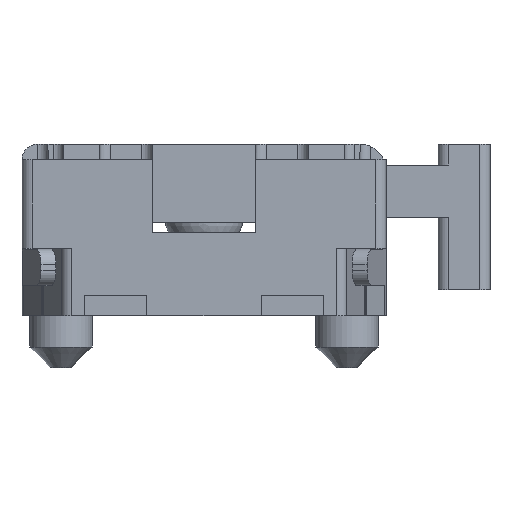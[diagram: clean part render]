
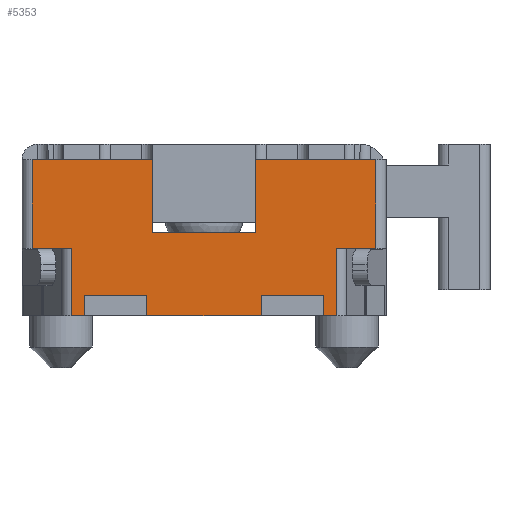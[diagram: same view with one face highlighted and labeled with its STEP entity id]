
A CAD part, left-side view. The second image highlights one B-rep face of the part: STEP entity #5353.
In plain terms, the highlighted planar face has unit normal (-1, 0, 0).
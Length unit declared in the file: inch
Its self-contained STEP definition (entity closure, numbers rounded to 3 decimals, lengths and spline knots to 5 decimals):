
#105=PLANE('',#5724);
#418=FACE_OUTER_BOUND('',#705,.T.);
#705=EDGE_LOOP('',(#4151,#4152,#4153,#4154,#4155,#4156,#4157,#4158,#4159,
#4160,#4161,#4162,#4163,#4164,#4165,#4166,#4167,#4168,#4169,#4170));
#922=LINE('',#7659,#1541);
#923=LINE('',#7662,#1542);
#927=LINE('',#7670,#1546);
#931=LINE('',#7678,#1550);
#959=LINE('',#7769,#1578);
#966=LINE('',#7786,#1585);
#1006=LINE('',#7880,#1625);
#1011=LINE('',#7896,#1630);
#1015=LINE('',#7905,#1634);
#1059=LINE('',#8025,#1678);
#1087=LINE('',#8084,#1706);
#1092=LINE('',#8094,#1711);
#1100=LINE('',#8108,#1719);
#1106=LINE('',#8123,#1725);
#1114=LINE('',#8137,#1733);
#1118=LINE('',#8144,#1737);
#1119=LINE('',#8147,#1738);
#1123=LINE('',#8156,#1742);
#1124=LINE('',#8158,#1743);
#1125=LINE('',#8159,#1744);
#1541=VECTOR('',#6110,0.3937);
#1542=VECTOR('',#6113,0.3937);
#1546=VECTOR('',#6117,0.3937);
#1550=VECTOR('',#6121,0.3937);
#1578=VECTOR('',#6191,0.3937);
#1585=VECTOR('',#6204,0.3937);
#1625=VECTOR('',#6294,0.3937);
#1630=VECTOR('',#6309,0.3937);
#1634=VECTOR('',#6317,0.3937);
#1678=VECTOR('',#6441,0.3937);
#1706=VECTOR('',#6501,0.3937);
#1711=VECTOR('',#6508,0.3937);
#1719=VECTOR('',#6520,0.3937);
#1725=VECTOR('',#6536,0.3937);
#1733=VECTOR('',#6548,0.3937);
#1737=VECTOR('',#6556,0.3937);
#1738=VECTOR('',#6561,0.3937);
#1742=VECTOR('',#6571,0.3937);
#1743=VECTOR('',#6572,0.3937);
#1744=VECTOR('',#6573,0.3937);
#2337=VERTEX_POINT('',#7655);
#2338=VERTEX_POINT('',#7657);
#2339=VERTEX_POINT('',#7661);
#2342=VERTEX_POINT('',#7667);
#2343=VERTEX_POINT('',#7669);
#2346=VERTEX_POINT('',#7675);
#2347=VERTEX_POINT('',#7677);
#2388=VERTEX_POINT('',#7766);
#2389=VERTEX_POINT('',#7768);
#2396=VERTEX_POINT('',#7784);
#2425=VERTEX_POINT('',#7879);
#2428=VERTEX_POINT('',#7889);
#2431=VERTEX_POINT('',#7894);
#2434=VERTEX_POINT('',#7904);
#2485=VERTEX_POINT('',#8083);
#2489=VERTEX_POINT('',#8093);
#2496=VERTEX_POINT('',#8121);
#2497=VERTEX_POINT('',#8122);
#2504=VERTEX_POINT('',#8155);
#2505=VERTEX_POINT('',#8157);
#2875=EDGE_CURVE('',#2338,#2337,#922,.T.);
#2876=EDGE_CURVE('',#2337,#2339,#923,.T.);
#2880=EDGE_CURVE('',#2342,#2343,#927,.T.);
#2884=EDGE_CURVE('',#2346,#2347,#931,.T.);
#2929=EDGE_CURVE('',#2388,#2389,#959,.T.);
#2938=EDGE_CURVE('',#2388,#2396,#966,.T.);
#2987=EDGE_CURVE('',#2347,#2425,#1006,.T.);
#2995=EDGE_CURVE('',#2431,#2428,#1011,.T.);
#2999=EDGE_CURVE('',#2434,#2428,#1015,.T.);
#3060=EDGE_CURVE('',#2389,#2338,#1059,.T.);
#3088=EDGE_CURVE('',#2485,#2339,#1087,.T.);
#3093=EDGE_CURVE('',#2489,#2485,#1092,.T.);
#3101=EDGE_CURVE('',#2342,#2489,#1100,.T.);
#3107=EDGE_CURVE('',#2496,#2497,#1106,.T.);
#3115=EDGE_CURVE('',#2346,#2496,#1114,.T.);
#3119=EDGE_CURVE('',#2497,#2343,#1118,.T.);
#3120=EDGE_CURVE('',#2425,#2431,#1119,.T.);
#3124=EDGE_CURVE('',#2396,#2504,#1123,.T.);
#3125=EDGE_CURVE('',#2504,#2505,#1124,.T.);
#3126=EDGE_CURVE('',#2505,#2434,#1125,.T.);
#4151=ORIENTED_EDGE('',*,*,#3060,.F.);
#4152=ORIENTED_EDGE('',*,*,#2929,.F.);
#4153=ORIENTED_EDGE('',*,*,#2938,.T.);
#4154=ORIENTED_EDGE('',*,*,#3124,.T.);
#4155=ORIENTED_EDGE('',*,*,#3125,.T.);
#4156=ORIENTED_EDGE('',*,*,#3126,.T.);
#4157=ORIENTED_EDGE('',*,*,#2999,.T.);
#4158=ORIENTED_EDGE('',*,*,#2995,.F.);
#4159=ORIENTED_EDGE('',*,*,#3120,.F.);
#4160=ORIENTED_EDGE('',*,*,#2987,.F.);
#4161=ORIENTED_EDGE('',*,*,#2884,.F.);
#4162=ORIENTED_EDGE('',*,*,#3115,.T.);
#4163=ORIENTED_EDGE('',*,*,#3107,.T.);
#4164=ORIENTED_EDGE('',*,*,#3119,.T.);
#4165=ORIENTED_EDGE('',*,*,#2880,.F.);
#4166=ORIENTED_EDGE('',*,*,#3101,.T.);
#4167=ORIENTED_EDGE('',*,*,#3093,.T.);
#4168=ORIENTED_EDGE('',*,*,#3088,.T.);
#4169=ORIENTED_EDGE('',*,*,#2876,.F.);
#4170=ORIENTED_EDGE('',*,*,#2875,.F.);
#5353=ADVANCED_FACE('',(#418),#105,.T.);
#5724=AXIS2_PLACEMENT_3D('',#8154,#6569,#6570);
#6110=DIRECTION('',(0.,0.,-1.));
#6113=DIRECTION('',(0.,1.,0.));
#6117=DIRECTION('',(0.,1.,0.));
#6121=DIRECTION('',(0.,1.,0.));
#6191=DIRECTION('',(0.,0.,-1.));
#6204=DIRECTION('',(0.,1.,0.));
#6294=DIRECTION('',(0.,0.,1.));
#6309=DIRECTION('',(0.,0.,1.));
#6317=DIRECTION('',(0.,1.,0.));
#6441=DIRECTION('',(0.,1.,0.));
#6501=DIRECTION('',(0.,0.,-1.));
#6508=DIRECTION('',(0.,-1.,0.));
#6520=DIRECTION('',(0.,0.,1.));
#6536=DIRECTION('',(0.,-1.,0.));
#6548=DIRECTION('',(0.,0.,1.));
#6556=DIRECTION('',(0.,0.,-1.));
#6561=DIRECTION('',(0.,1.,0.));
#6569=DIRECTION('center_axis',(-1.,0.,0.));
#6570=DIRECTION('ref_axis',(0.,0.,1.));
#6571=DIRECTION('',(0.,0.,-1.));
#6572=DIRECTION('',(0.,1.,0.));
#6573=DIRECTION('',(0.,0.,1.));
#7655=CARTESIAN_POINT('',(-0.09252,-0.05024,0.));
#7657=CARTESIAN_POINT('',(-0.09252,-0.05024,0.02559));
#7659=CARTESIAN_POINT('',(-0.09252,-0.05024,0.));
#7661=CARTESIAN_POINT('',(-0.09252,-0.04528,0.));
#7662=CARTESIAN_POINT('',(-0.09252,-0.0689,0.));
#7667=CARTESIAN_POINT('',(-0.09252,-0.02165,0.));
#7669=CARTESIAN_POINT('',(-0.09252,0.02165,0.));
#7670=CARTESIAN_POINT('',(-0.09252,-0.0689,0.));
#7675=CARTESIAN_POINT('',(-0.09252,0.04528,0.));
#7677=CARTESIAN_POINT('',(-0.09252,0.05024,0.));
#7678=CARTESIAN_POINT('',(-0.09252,-0.0689,0.));
#7766=CARTESIAN_POINT('',(-0.09252,-0.06496,0.05906));
#7768=CARTESIAN_POINT('',(-0.09252,-0.06496,0.02559));
#7769=CARTESIAN_POINT('',(-0.09252,-0.06496,0.));
#7784=CARTESIAN_POINT('',(-0.09252,-0.01969,0.05906));
#7786=CARTESIAN_POINT('',(-0.09252,-0.0689,0.05906));
#7879=CARTESIAN_POINT('',(-0.09252,0.05024,0.02559));
#7880=CARTESIAN_POINT('',(-0.09252,0.05024,0.));
#7889=CARTESIAN_POINT('',(-0.09252,0.06496,0.05906));
#7894=CARTESIAN_POINT('',(-0.09252,0.06496,0.02559));
#7896=CARTESIAN_POINT('',(-0.09252,0.06496,0.));
#7904=CARTESIAN_POINT('',(-0.09252,0.01969,0.05906));
#7905=CARTESIAN_POINT('',(-0.09252,-0.0689,0.05906));
#8025=CARTESIAN_POINT('',(-0.09252,-0.06646,0.02559));
#8083=CARTESIAN_POINT('',(-0.09252,-0.04528,0.00783));
#8084=CARTESIAN_POINT('',(-0.09252,-0.04528,0.));
#8093=CARTESIAN_POINT('',(-0.09252,-0.02165,0.00783));
#8094=CARTESIAN_POINT('',(-0.09252,-0.05158,0.00783));
#8108=CARTESIAN_POINT('',(-0.09252,-0.02165,0.));
#8121=CARTESIAN_POINT('',(-0.09252,0.04528,0.00783));
#8122=CARTESIAN_POINT('',(-0.09252,0.02165,0.00783));
#8123=CARTESIAN_POINT('',(-0.09252,-0.01732,0.00783));
#8137=CARTESIAN_POINT('',(-0.09252,0.04528,0.));
#8144=CARTESIAN_POINT('',(-0.09252,0.02165,0.));
#8147=CARTESIAN_POINT('',(-0.09252,-0.00244,0.02559));
#8154=CARTESIAN_POINT('Origin',(-0.09252,-0.0689,
0.));
#8155=CARTESIAN_POINT('',(-0.09252,-0.01969,0.0315));
#8156=CARTESIAN_POINT('',(-0.09252,-0.01969,0.02953));
#8157=CARTESIAN_POINT('',(-0.09252,0.01969,0.0315));
#8158=CARTESIAN_POINT('',(-0.09252,-0.03445,0.0315));
#8159=CARTESIAN_POINT('',(-0.09252,0.01969,0.02953));
